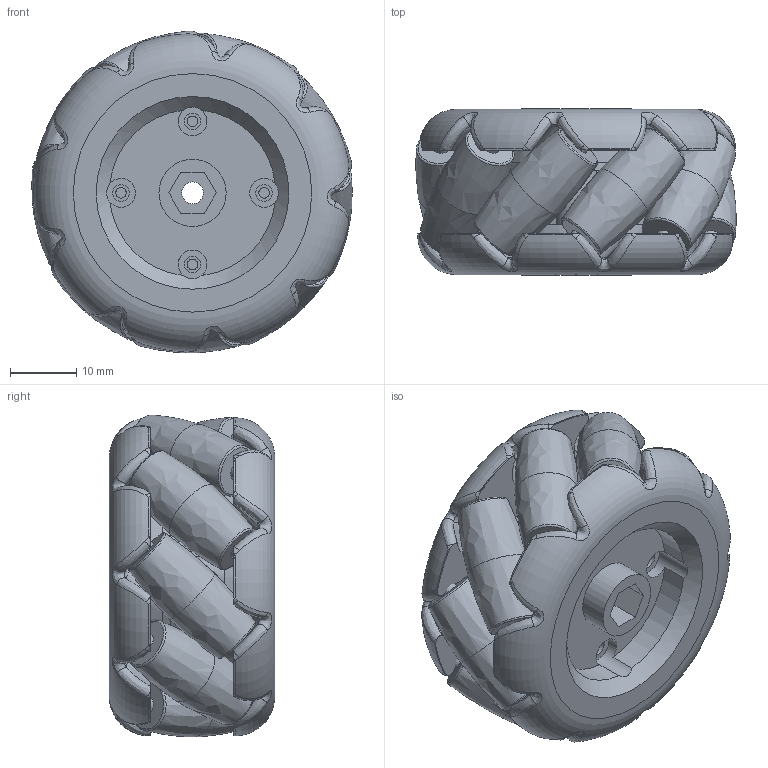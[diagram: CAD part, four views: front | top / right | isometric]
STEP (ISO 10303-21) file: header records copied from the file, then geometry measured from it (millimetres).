
FILE_DESCRIPTION(/* description */ (''),/* implementation_level */ '2;1');
FILE_NAME(/* name */ 'Mecanum Left v5.step',/* time_stamp */ '2020-06-26T22:07:50-04:00',/* author */ (''),/* organization */ (''),/* preprocessor_version */ 'ST-DEVELOPER v18.1',/* originating_system */ 'Autodesk Translation Framework v9.3.0.1241',/* authorisation */ '');
FILE_SCHEMA (('AUTOMOTIVE_DESIGN { 1 0 10303 214 3 1 1 }'));
Length unit declared in the file: millimetre
Products named in the file (4): Mecanum Left; Side1; Side 2; Roller
Assembly tree (11 placements, depth 2):
  Mecanum Left
    Side1
    Side 2
    Roller  x9
Bounding box: 48.36 x 25 x 48.59 mm (x, y, z)
Volume: 26795.8 mm3; surface area: 19553.7 mm2
Topology: 29 solids, 29 shells, 519 faces, 1197 edges, 751 vertices
Faces by surface type: bspline 216, plane 160, cylinder 117, torus 20, cone 6
Full cylindrical faces by diameter (mm): 1.6 x4, 2.5 x4, 3 x27, 3.3 x1, 4 x8, 4.35 x4, 10.125 x1, 10.15 x2, 23.1 x1, 25.6 x1, 28 x1
Entity records: 24779 total; most frequent: CARTESIAN_POINT 15735, ORIENTED_EDGE 2058, DIRECTION 1549, EDGE_CURVE 1029, AXIS2_PLACEMENT_3D 663, VERTEX_POINT 647, EDGE_LOOP 434, FACE_OUTER_BOUND 407
